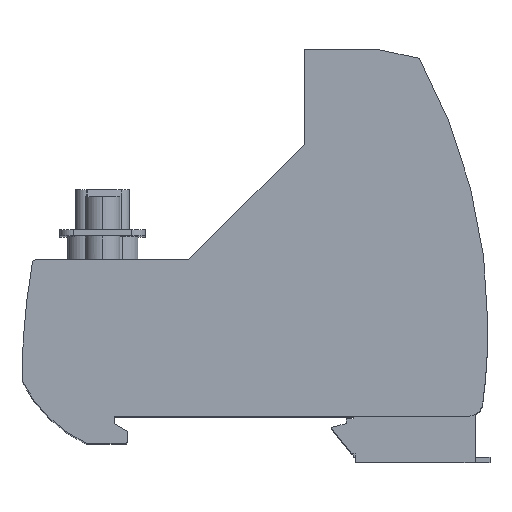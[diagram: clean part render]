
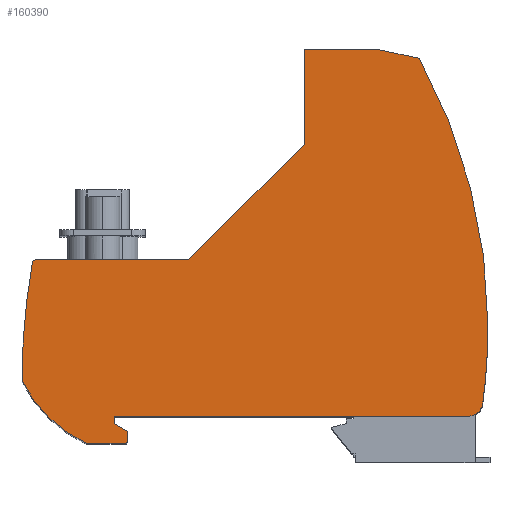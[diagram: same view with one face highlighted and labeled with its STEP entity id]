
A CAD part, top view. The second image highlights one B-rep face of the part: STEP entity #160390.
In plain terms, the highlighted planar face has unit normal (0, 0, 1).
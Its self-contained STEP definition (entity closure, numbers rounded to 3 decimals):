
#10570=CARTESIAN_POINT('',(-50.087,15.344,87.22));
#10580=DIRECTION('',(0.,0.,1.));
#10590=DIRECTION('',(1.,0.,0.));
#10600=AXIS2_PLACEMENT_3D('',#10570,#10580,#10590);
#10610=CIRCLE('',#10600,20.);
#10620=CARTESIAN_POINT('',(-68.,6.45,87.22));
#10630=VERTEX_POINT('',#10620);
#10640=CARTESIAN_POINT('',(-58.5,-2.8,87.22));
#10650=VERTEX_POINT('',#10640);
#10660=EDGE_CURVE('',#10630,#10650,#10610,.T.);
#87650=CARTESIAN_POINT('',(32.,6.45,87.22));
#87660=DIRECTION('',(0.,0.,1.));
#87670=DIRECTION('',(1.,0.,0.));
#87680=AXIS2_PLACEMENT_3D('',#87650,#87660,#87670);
#87690=CIRCLE('',#87680,100.);
#87700=CARTESIAN_POINT('',(-66.462,23.92,87.22));
#87710=VERTEX_POINT('',#87700);
#87720=EDGE_CURVE('',#87710,#10630,#87690,.T.);
#97630=CARTESIAN_POINT('',(-52.9,-2.3,87.22));
#97640=DIRECTION('',(0.,0.,1.));
#97650=DIRECTION('',(1.,0.,0.));
#97660=AXIS2_PLACEMENT_3D('',#97630,#97640,#97650);
#97670=CIRCLE('',#97660,0.5);
#97680=CARTESIAN_POINT('',(-52.9,-2.8,87.22));
#97690=VERTEX_POINT('',#97680);
#97700=CARTESIAN_POINT('',(-52.4,-2.3,87.22));
#97710=VERTEX_POINT('',#97700);
#97720=EDGE_CURVE('',#97690,#97710,#97670,.T.);
#133880=CARTESIAN_POINT('',(-15.825,55.37,87.22));
#133890=VERTEX_POINT('',#133880);
#133920=CARTESIAN_POINT('',(-15.825,55.37,87.22));
#133930=DIRECTION('',(-1.,0.,0.));
#133940=VECTOR('',#133930,1000.);
#133950=LINE('',#133920,#133940);
#133960=CARTESIAN_POINT('',(-26.38,55.37,87.22));
#133970=VERTEX_POINT('',#133960);
#133980=EDGE_CURVE('',#133890,#133970,#133950,.T.);
#159310=CARTESIAN_POINT('',(-28.265,20.283,87.22));
#159320=DIRECTION('',(0.,0.,1.));
#159330=DIRECTION('',(1.,0.,-0.));
#159340=AXIS2_PLACEMENT_3D('',#159310,#159320,#159330);
#159350=PLANE('',#159340);
#159360=ORIENTED_EDGE('',*,*,#87720,.T.);
#159370=CARTESIAN_POINT('',(-66.068,23.85,87.22));
#159380=DIRECTION('',(0.,0.,1.));
#159390=DIRECTION('',(1.,0.,0.));
#159400=AXIS2_PLACEMENT_3D('',#159370,#159380,#159390);
#159410=CIRCLE('',#159400,0.4);
#159420=CARTESIAN_POINT('',(-66.068,24.25,87.22));
#159430=VERTEX_POINT('',#159420);
#159440=EDGE_CURVE('',#159430,#87710,#159410,.T.);
#159450=ORIENTED_EDGE('',*,*,#159440,.T.);
#159460=CARTESIAN_POINT('',(-43.38,24.25,87.22));
#159470=DIRECTION('',(-1.,0.,0.));
#159480=VECTOR('',#159470,1000.);
#159490=LINE('',#159460,#159480);
#159500=CARTESIAN_POINT('',(-43.38,24.25,87.22));
#159510=VERTEX_POINT('',#159500);
#159520=EDGE_CURVE('',#159510,#159430,#159490,.T.);
#159530=ORIENTED_EDGE('',*,*,#159520,.T.);
#159540=CARTESIAN_POINT('',(-26.38,41.25,87.22));
#159550=DIRECTION('',(-0.707,-0.707,0.));
#159560=VECTOR('',#159550,1000.);
#159570=LINE('',#159540,#159560);
#159580=CARTESIAN_POINT('',(-26.38,41.25,87.22));
#159590=VERTEX_POINT('',#159580);
#159600=EDGE_CURVE('',#159590,#159510,#159570,.T.);
#159610=ORIENTED_EDGE('',*,*,#159600,.T.);
#159620=CARTESIAN_POINT('',(-26.38,55.37,87.22));
#159630=DIRECTION('',(0.,-1.,0.));
#159640=VECTOR('',#159630,1000.);
#159650=LINE('',#159620,#159640);
#159660=EDGE_CURVE('',#133970,#159590,#159650,.T.);
#159670=ORIENTED_EDGE('',*,*,#159660,.T.);
#159680=ORIENTED_EDGE('',*,*,#133980,.T.);
#159690=CARTESIAN_POINT('',(-9.38,54.,87.22));
#159700=DIRECTION('',(-0.978,0.208,0.));
#159710=VECTOR('',#159700,1000.);
#159720=LINE('',#159690,#159710);
#159730=CARTESIAN_POINT('',(-9.38,54.,87.22));
#159740=VERTEX_POINT('',#159730);
#159750=EDGE_CURVE('',#159740,#133890,#159720,.T.);
#159760=ORIENTED_EDGE('',*,*,#159750,.T.);
#159770=CARTESIAN_POINT('',(-81.634,14.421,87.22));
#159780=DIRECTION('',(0.,0.,1.));
#159790=DIRECTION('',(1.,0.,0.));
#159800=AXIS2_PLACEMENT_3D('',#159770,#159780,#159790);
#159810=CIRCLE('',#159800,82.384);
#159820=CARTESIAN_POINT('',(0.75,14.421,87.22));
#159830=VERTEX_POINT('',#159820);
#159840=EDGE_CURVE('',#159830,#159740,#159810,.T.);
#159850=ORIENTED_EDGE('',*,*,#159840,.T.);
#159860=CARTESIAN_POINT('',(0.,3.33,87.22)
);
#159870=VERTEX_POINT('',#159860);
#159880=EDGE_CURVE('',#159870,#159830,#159810,.T.);
#159890=ORIENTED_EDGE('',*,*,#159880,.T.);
#159900=CARTESIAN_POINT('',(-2.13,3.33,87.22));
#159910=DIRECTION('',(0.,0.,1.));
#159920=DIRECTION('',(1.,0.,0.));
#159930=AXIS2_PLACEMENT_3D('',#159900,#159910,#159920);
#159940=CIRCLE('',#159930,2.13);
#159950=CARTESIAN_POINT('',(-2.13,1.2,87.22));
#159960=VERTEX_POINT('',#159950);
#159970=EDGE_CURVE('',#159960,#159870,#159940,.T.);
#159980=ORIENTED_EDGE('',*,*,#159970,.T.);
#159990=CARTESIAN_POINT('',(-54.4,1.2,87.22));
#160000=DIRECTION('',(1.,0.,0.));
#160010=VECTOR('',#160000,1000.);
#160020=LINE('',#159990,#160010);
#160030=CARTESIAN_POINT('',(-54.4,1.2,87.22));
#160040=VERTEX_POINT('',#160030);
#160050=EDGE_CURVE('',#160040,#159960,#160020,.T.);
#160060=ORIENTED_EDGE('',*,*,#160050,.T.);
#160070=CARTESIAN_POINT('',(-54.4,0.1,87.22));
#160080=DIRECTION('',(0.,1.,0.));
#160090=VECTOR('',#160080,1000.);
#160100=LINE('',#160070,#160090);
#160110=CARTESIAN_POINT('',(-54.4,0.1,87.22));
#160120=VERTEX_POINT('',#160110);
#160130=EDGE_CURVE('',#160120,#160040,#160100,.T.);
#160140=ORIENTED_EDGE('',*,*,#160130,.T.);
#160150=CARTESIAN_POINT('',(-52.4,-1.055,87.22));
#160160=DIRECTION('',(-0.866,0.5,0.));
#160170=VECTOR('',#160160,1000.);
#160180=LINE('',#160150,#160170);
#160190=CARTESIAN_POINT('',(-52.4,-1.055,87.22));
#160200=VERTEX_POINT('',#160190);
#160210=EDGE_CURVE('',#160200,#160120,#160180,.T.);
#160220=ORIENTED_EDGE('',*,*,#160210,.T.);
#160230=CARTESIAN_POINT('',(-52.4,-2.3,87.22));
#160240=DIRECTION('',(0.,1.,0.));
#160250=VECTOR('',#160240,1000.);
#160260=LINE('',#160230,#160250);
#160270=EDGE_CURVE('',#97710,#160200,#160260,.T.);
#160280=ORIENTED_EDGE('',*,*,#160270,.T.);
#160290=ORIENTED_EDGE('',*,*,#97720,.T.);
#160300=CARTESIAN_POINT('',(-58.5,-2.8,87.22));
#160310=DIRECTION('',(1.,0.,0.));
#160320=VECTOR('',#160310,1000.);
#160330=LINE('',#160300,#160320);
#160340=EDGE_CURVE('',#10650,#97690,#160330,.T.);
#160350=ORIENTED_EDGE('',*,*,#160340,.T.);
#160360=ORIENTED_EDGE('',*,*,#10660,.T.);
#160370=EDGE_LOOP('',(#160360,#160350,#160290,#160280,#160220,#160140,
#160060,#159980,#159890,#159850,#159760,#159680,#159670,#159610,#159530,
#159450,#159360));
#160380=FACE_OUTER_BOUND('',#160370,.T.);
#160390=ADVANCED_FACE('',(#160380),#159350,.T.);
